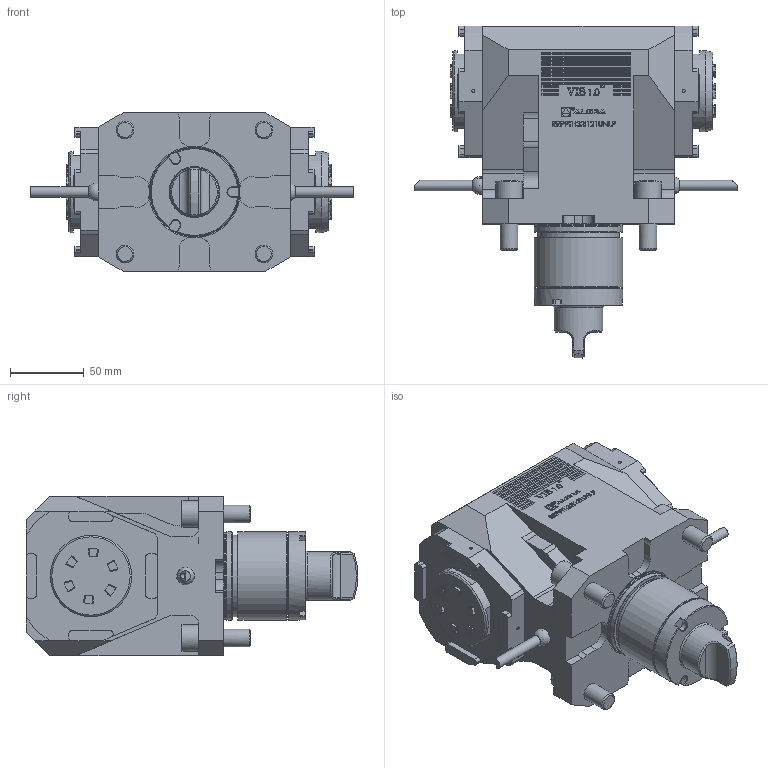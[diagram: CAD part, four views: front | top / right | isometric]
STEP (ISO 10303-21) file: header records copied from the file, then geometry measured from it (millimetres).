
FILE_DESCRIPTION (( 'STEP AP214' ), '1' );
FILE_NAME ('RRPPTH32I121UNLP.STEP', '2025-09-01T15:45:24', ( '' ), ( '' ), 'SwSTEP 2.0', 'SolidWorks 2023', '' );
FILE_SCHEMA (( 'AUTOMOTIVE_DESIGN' ));
Length unit declared in the file: millimetre
Products named in the file (1): RRPPTH32I121UNLP
Bounding box: 218.64 x 224.8 x 108 mm (x, y, z)
Volume: 2069164.9 mm3; surface area: 131173.9 mm2
Topology: 1 solids, 1 shells, 1109 faces, 2896 edges, 1921 vertices
Faces by surface type: plane 703, bspline 196, cylinder 174, cone 26, torus 8, sphere 2
Full cylindrical faces by diameter (mm): 1.7 x1, 2.1 x1, 4 x2, 6.366 x1, 7 x2, 12 x4, 18 x4, 33 x1, 55 x2, 55.2 x1, 59.5 x1, 59.7 x1, 59.8 x1, 59.9 x1
Entity records: 46379 total; most frequent: CARTESIAN_POINT 17328, ORIENTED_EDGE 5646, DIRECTION 4547, EDGE_CURVE 2823, VECTOR 1905, LINE 1905, VERTEX_POINT 1898, AXIS2_PLACEMENT_3D 1321
